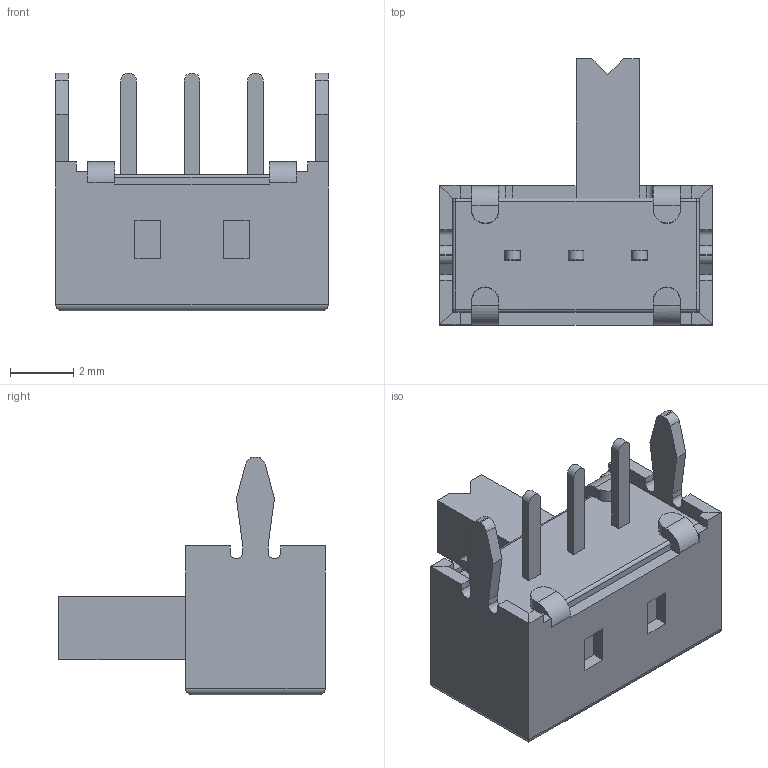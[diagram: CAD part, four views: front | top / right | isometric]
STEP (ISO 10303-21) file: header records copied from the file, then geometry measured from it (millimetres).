
FILE_DESCRIPTION((''),'2;1');
FILE_NAME('OS102011MA1QN1_093011','2011-09-30T',('cbachill'),(''),'PRO/ENGINEER BY PARAMETRIC TECHNOLOGY CORPORATION, 2010480','PRO/ENGINEER BY PARAMETRIC TECHNOLOGY CORPORATION, 2010480','');
FILE_SCHEMA(('AUTOMOTIVE_DESIGN_CC2 { 1 2 10303 214 -1 1 5 2 }'));
Length unit declared in the file: inch
Products named in the file (1): OS102011MA1QN1_093011
Bounding box: 8.6 x 8.4 x 7.5 mm (x, y, z)
Volume: 169.8 mm3; surface area: 403.4 mm2
Topology: 1 solids, 1 shells, 243 faces, 657 edges, 416 vertices
Faces by surface type: plane 146, extrusion 47, cylinder 42, sphere 8
Entity records: 8033 total; most frequent: CARTESIAN_POINT 1996, ORIENTED_EDGE 1314, DIRECTION 1089, EDGE_CURVE 657, VECTOR 509, LINE 462, VERTEX_POINT 416, AXIS2_PLACEMENT_3D 290
